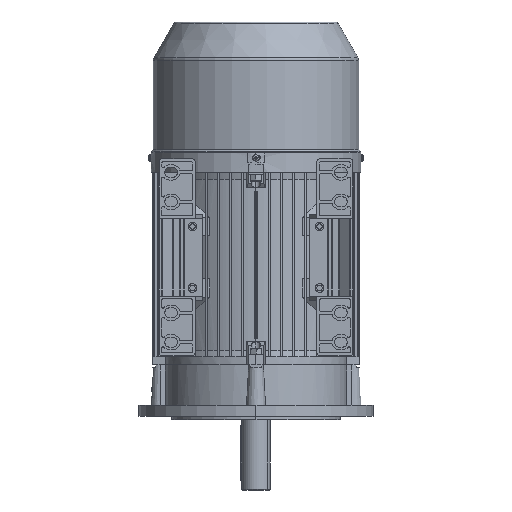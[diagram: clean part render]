
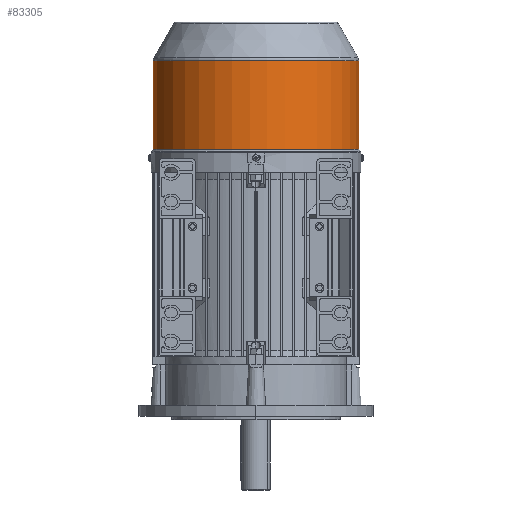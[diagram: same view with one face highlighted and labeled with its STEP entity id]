
A CAD part, left-side view. The second image highlights one B-rep face of the part: STEP entity #83305.
In plain terms, the highlighted cylindrical face has radius 154 mm (diameter 308 mm), a partial arc.
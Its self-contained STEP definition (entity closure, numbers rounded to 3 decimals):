
#74595 = CARTESIAN_POINT ( 'NONE',  ( 34.414, 0., -154. ) ) ;
#75635 = DIRECTION ( 'NONE',  ( -1., 0., 0. ) ) ;
#75636 = CARTESIAN_POINT ( 'NONE',  ( 34.414, 0., 0. ) ) ;
#75637 = AXIS2_PLACEMENT_3D ( 'NONE', #75636, #75635, #75741 ) ;
#75638 = CIRCLE ( 'NONE', #75637, 154. ) ;
#75739 = CARTESIAN_POINT ( 'NONE',  ( 34.414, 0., 154. ) ) ;
#75741 = DIRECTION ( 'NONE',  ( 0., 0., 1. ) ) ;
#75776 = CARTESIAN_POINT ( 'NONE',  ( 167.304, 0., -154. ) ) ;
#75981 = CARTESIAN_POINT ( 'NONE',  ( 167.304, 0., 154. ) ) ;
#77533 = DIRECTION ( 'NONE',  ( -1., 0., 0. ) ) ;
#77534 = VECTOR ( 'NONE', #77533, 1000. ) ;
#77536 = CARTESIAN_POINT ( 'NONE',  ( 0., 0., -154. ) ) ;
#77537 = LINE ( 'NONE', #77536, #77534 ) ;
#78024 = DIRECTION ( 'NONE',  ( -1., 0., 0. ) ) ;
#78025 = VECTOR ( 'NONE', #78024, 1000. ) ;
#78026 = CARTESIAN_POINT ( 'NONE',  ( 0., 0., 154. ) ) ;
#78027 = LINE ( 'NONE', #78026, #78025 ) ;
#79488 = DIRECTION ( 'NONE',  ( 0., 0., 1. ) ) ;
#79489 = DIRECTION ( 'NONE',  ( -1., 0., 0. ) ) ;
#79490 = CARTESIAN_POINT ( 'NONE',  ( 0., 0., 0. ) ) ;
#79491 = AXIS2_PLACEMENT_3D ( 'NONE', #79490, #79489, #79488 ) ;
#79492 = CYLINDRICAL_SURFACE ( 'NONE', #79491, 154. ) ;
#79494 = FACE_OUTER_BOUND ( 'NONE', #83306, .T. ) ;
#79535 = DIRECTION ( 'NONE',  ( 0., 0., 1. ) ) ;
#79536 = DIRECTION ( 'NONE',  ( -1., 0., 0. ) ) ;
#79537 = AXIS2_PLACEMENT_3D ( 'NONE', #79542, #79536, #79535 ) ;
#79538 = CIRCLE ( 'NONE', #79537, 154. ) ;
#79542 = CARTESIAN_POINT ( 'NONE',  ( 167.304, 0., 0. ) ) ;
#81451 = VERTEX_POINT ( 'NONE', #74595 ) ;
#81824 = EDGE_CURVE ( 'NONE', #81451, #81825, #75638, .T. ) ;
#81825 = VERTEX_POINT ( 'NONE', #75739 ) ;
#81846 = VERTEX_POINT ( 'NONE', #75776 ) ;
#81927 = VERTEX_POINT ( 'NONE', #75981 ) ;
#82471 = EDGE_CURVE ( 'NONE', #81846, #81451, #77537, .T. ) ;
#82555 = EDGE_CURVE ( 'NONE', #81927, #81825, #78027, .T. ) ;
#83277 = ORIENTED_EDGE ( 'NONE', *, *, #81824, .F. ) ;
#83282 = ORIENTED_EDGE ( 'NONE', *, *, #82471, .F. ) ;
#83305 = ADVANCED_FACE ( 'NONE', ( #79494 ), #79492, .T. ) ;
#83306 = EDGE_LOOP ( 'NONE', ( #83282, #83314, #83321, #83277 ) ) ;
#83314 = ORIENTED_EDGE ( 'NONE', *, *, #83316, .T. ) ;
#83316 = EDGE_CURVE ( 'NONE', #81846, #81927, #79538, .T. ) ;
#83321 = ORIENTED_EDGE ( 'NONE', *, *, #82555, .T. ) ;
